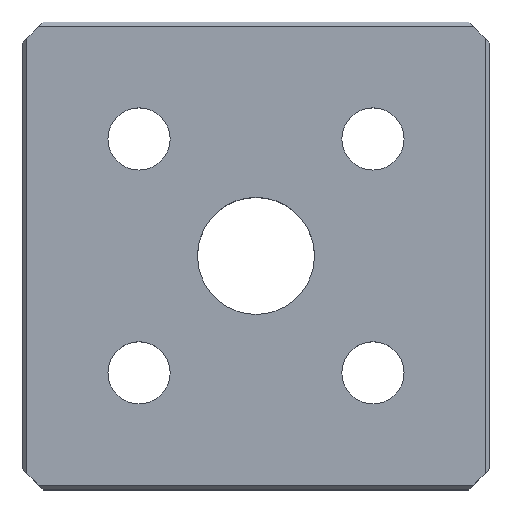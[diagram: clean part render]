
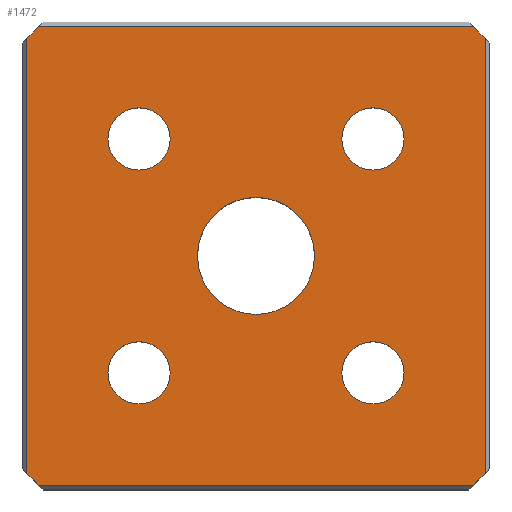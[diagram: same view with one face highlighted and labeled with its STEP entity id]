
A CAD part, top view. The second image highlights one B-rep face of the part: STEP entity #1472.
In plain terms, the highlighted planar face has unit normal (0, 0, 1).
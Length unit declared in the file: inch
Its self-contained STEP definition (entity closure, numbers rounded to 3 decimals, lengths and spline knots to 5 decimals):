
#99=CARTESIAN_POINT('',(0.,1.133,0.));
#100=VERTEX_POINT('',#99);
#116=CARTESIAN_POINT('',(0.,0.867,0.));
#117=VERTEX_POINT('',#116);
#124=CARTESIAN_POINT('',(0.0,1.0,0.));
#125=DIRECTION('',(0.0,0.0,-1.0));
#126=DIRECTION('',(0.0,1.0,0.0));
#127=AXIS2_PLACEMENT_3D('',#124,#125,#126);
#128=CIRCLE('',#127,0.133);
#129=EDGE_CURVE('',#100,#117,#128,.T.);
#204=CARTESIAN_POINT('',(0.,-0.133,0.));
#205=VERTEX_POINT('',#204);
#221=CARTESIAN_POINT('',(0.,0.133,0.));
#222=VERTEX_POINT('',#221);
#229=CARTESIAN_POINT('',(0.0,0.0,0.0));
#230=DIRECTION('',(0.0,0.0,-1.0));
#231=DIRECTION('',(0.0,-1.0,0.0));
#232=AXIS2_PLACEMENT_3D('',#229,#230,#231);
#233=CIRCLE('',#232,0.133);
#234=EDGE_CURVE('',#205,#222,#233,.T.);
#288=CARTESIAN_POINT('',(1.0,1.133,0.));
#289=VERTEX_POINT('',#288);
#305=CARTESIAN_POINT('',(1.0,0.867,0.));
#306=VERTEX_POINT('',#305);
#313=CARTESIAN_POINT('',(1.0,1.0,0.));
#314=DIRECTION('',(0.0,0.0,1.0));
#315=DIRECTION('',(0.0,1.0,0.0));
#316=AXIS2_PLACEMENT_3D('',#313,#314,#315);
#317=CIRCLE('',#316,0.133);
#318=EDGE_CURVE('',#306,#289,#317,.T.);
#393=CARTESIAN_POINT('',(1.0,-0.133,0.));
#394=VERTEX_POINT('',#393);
#410=CARTESIAN_POINT('',(1.0,0.133,0.));
#411=VERTEX_POINT('',#410);
#418=CARTESIAN_POINT('',(1.0,0.0,0.));
#419=DIRECTION('',(0.0,0.0,1.0));
#420=DIRECTION('',(0.0,-1.0,0.0));
#421=AXIS2_PLACEMENT_3D('',#418,#419,#420);
#422=CIRCLE('',#421,0.133);
#423=EDGE_CURVE('',#411,#394,#422,.T.);
#498=CARTESIAN_POINT('',(0.5,0.25,0.));
#499=VERTEX_POINT('',#498);
#515=CARTESIAN_POINT('',(0.5,0.75,0.));
#516=VERTEX_POINT('',#515);
#523=CARTESIAN_POINT('',(0.5,0.5,0.));
#524=DIRECTION('',(0.0,0.0,-1.0));
#525=DIRECTION('',(0.0,-1.0,0.0));
#526=AXIS2_PLACEMENT_3D('',#523,#524,#525);
#527=CIRCLE('',#526,0.25);
#528=EDGE_CURVE('',#499,#516,#527,.T.);
#539=CARTESIAN_POINT('',(0.5,0.5,0.));
#540=DIRECTION('',(0.0,0.0,-1.0));
#541=DIRECTION('',(0.0,-1.0,0.0));
#542=AXIS2_PLACEMENT_3D('',#539,#540,#541);
#543=CIRCLE('',#542,0.25);
#544=EDGE_CURVE('',#516,#499,#543,.T.);
#564=CARTESIAN_POINT('',(1.43,1.48,0.));
#565=VERTEX_POINT('',#564);
#572=CARTESIAN_POINT('',(1.48,1.43,0.));
#573=VERTEX_POINT('',#572);
#574=CARTESIAN_POINT('',(1.48,1.43,0.));
#575=DIRECTION('',(-0.707,0.707,0.));
#576=VECTOR('',#575,0.07071);
#577=LINE('',#574,#576);
#578=EDGE_CURVE('',#573,#565,#577,.T.);
#635=CARTESIAN_POINT('',(1.48,-0.43,0.));
#636=VERTEX_POINT('',#635);
#637=CARTESIAN_POINT('',(1.48,-0.43,0.));
#638=DIRECTION('',(0.0,1.0,0.0));
#639=VECTOR('',#638,1.86);
#640=LINE('',#637,#639);
#641=EDGE_CURVE('',#636,#573,#640,.T.);
#666=CARTESIAN_POINT('',(1.43,-0.48,0.));
#667=VERTEX_POINT('',#666);
#668=CARTESIAN_POINT('',(1.43,-0.48,0.));
#669=DIRECTION('',(0.707,0.707,0.));
#670=VECTOR('',#669,0.07071);
#671=LINE('',#668,#670);
#672=EDGE_CURVE('',#667,#636,#671,.T.);
#849=CARTESIAN_POINT('',(1.0,0.0,0.));
#850=DIRECTION('',(0.0,0.0,1.0));
#851=DIRECTION('',(0.0,-1.0,0.0));
#852=AXIS2_PLACEMENT_3D('',#849,#850,#851);
#853=CIRCLE('',#852,0.133);
#854=EDGE_CURVE('',#394,#411,#853,.T.);
#911=CARTESIAN_POINT('',(1.0,1.0,0.));
#912=DIRECTION('',(0.0,0.0,1.0));
#913=DIRECTION('',(0.0,1.0,0.0));
#914=AXIS2_PLACEMENT_3D('',#911,#912,#913);
#915=CIRCLE('',#914,0.133);
#916=EDGE_CURVE('',#289,#306,#915,.T.);
#936=CARTESIAN_POINT('',(-0.43,1.48,0.));
#937=VERTEX_POINT('',#936);
#944=CARTESIAN_POINT('',(-0.43,1.48,0.));
#945=DIRECTION('',(1.0,0.0,0.0));
#946=VECTOR('',#945,1.86);
#947=LINE('',#944,#946);
#948=EDGE_CURVE('',#937,#565,#947,.T.);
#1034=CARTESIAN_POINT('',(-0.48,1.43,0.));
#1035=VERTEX_POINT('',#1034);
#1042=CARTESIAN_POINT('',(-0.48,1.43,0.));
#1043=DIRECTION('',(0.707,0.707,0.));
#1044=VECTOR('',#1043,0.07071);
#1045=LINE('',#1042,#1044);
#1046=EDGE_CURVE('',#1035,#937,#1045,.T.);
#1132=CARTESIAN_POINT('',(-0.48,-0.43,0.));
#1133=VERTEX_POINT('',#1132);
#1140=CARTESIAN_POINT('',(-0.48,-0.43,0.));
#1141=DIRECTION('',(0.0,1.0,0.0));
#1142=VECTOR('',#1141,1.86);
#1143=LINE('',#1140,#1142);
#1144=EDGE_CURVE('',#1133,#1035,#1143,.T.);
#1186=CARTESIAN_POINT('',(-0.43,-0.48,0.));
#1187=VERTEX_POINT('',#1186);
#1194=CARTESIAN_POINT('',(-0.43,-0.48,0.));
#1195=DIRECTION('',(-0.707,0.707,0.));
#1196=VECTOR('',#1195,0.07071);
#1197=LINE('',#1194,#1196);
#1198=EDGE_CURVE('',#1187,#1133,#1197,.T.);
#1237=CARTESIAN_POINT('',(1.43,-0.48,0.));
#1238=DIRECTION('',(-1.0,0.0,0.0));
#1239=VECTOR('',#1238,1.86);
#1240=LINE('',#1237,#1239);
#1241=EDGE_CURVE('',#667,#1187,#1240,.T.);
#1327=CARTESIAN_POINT('',(0.0,0.0,0.0));
#1328=DIRECTION('',(0.0,0.0,-1.0));
#1329=DIRECTION('',(0.0,-1.0,0.0));
#1330=AXIS2_PLACEMENT_3D('',#1327,#1328,#1329);
#1331=CIRCLE('',#1330,0.133);
#1332=EDGE_CURVE('',#222,#205,#1331,.T.);
#1425=CARTESIAN_POINT('',(0.0,1.0,0.));
#1426=DIRECTION('',(0.0,0.0,-1.0));
#1427=DIRECTION('',(0.0,1.0,0.0));
#1428=AXIS2_PLACEMENT_3D('',#1425,#1426,#1427);
#1429=CIRCLE('',#1428,0.133);
#1430=EDGE_CURVE('',#117,#100,#1429,.T.);
#1437=CARTESIAN_POINT('',(0.5,0.5,0.));
#1438=DIRECTION('',(0.0,0.0,1.0));
#1439=DIRECTION('',(-1.0,0.0,0.0));
#1440=AXIS2_PLACEMENT_3D('',#1437,#1438,#1439);
#1441=PLANE('',#1440);
#1442=ORIENTED_EDGE('',*,*,#948,.F.);
#1443=ORIENTED_EDGE('',*,*,#1046,.F.);
#1444=ORIENTED_EDGE('',*,*,#1144,.F.);
#1445=ORIENTED_EDGE('',*,*,#1198,.F.);
#1446=ORIENTED_EDGE('',*,*,#1241,.F.);
#1447=ORIENTED_EDGE('',*,*,#672,.T.);
#1448=ORIENTED_EDGE('',*,*,#641,.T.);
#1449=ORIENTED_EDGE('',*,*,#578,.T.);
#1450=EDGE_LOOP('',(#1442,#1443,#1444,#1445,#1446,#1447,#1448,#1449));
#1451=FACE_OUTER_BOUND('',#1450,.T.);
#1452=ORIENTED_EDGE('',*,*,#528,.T.);
#1453=ORIENTED_EDGE('',*,*,#544,.T.);
#1454=EDGE_LOOP('',(#1452,#1453));
#1455=FACE_BOUND('',#1454,.T.);
#1456=ORIENTED_EDGE('',*,*,#916,.F.);
#1457=ORIENTED_EDGE('',*,*,#318,.F.);
#1458=EDGE_LOOP('',(#1456,#1457));
#1459=FACE_BOUND('',#1458,.T.);
#1460=ORIENTED_EDGE('',*,*,#854,.F.);
#1461=ORIENTED_EDGE('',*,*,#423,.F.);
#1462=EDGE_LOOP('',(#1460,#1461));
#1463=FACE_BOUND('',#1462,.T.);
#1464=ORIENTED_EDGE('',*,*,#234,.T.);
#1465=ORIENTED_EDGE('',*,*,#1332,.T.);
#1466=EDGE_LOOP('',(#1464,#1465));
#1467=FACE_BOUND('',#1466,.T.);
#1468=ORIENTED_EDGE('',*,*,#129,.T.);
#1469=ORIENTED_EDGE('',*,*,#1430,.T.);
#1470=EDGE_LOOP('',(#1468,#1469));
#1471=FACE_BOUND('',#1470,.T.);
#1472=ADVANCED_FACE('',(#1451,#1455,#1459,#1463,#1467,#1471),#1441,.T.);
